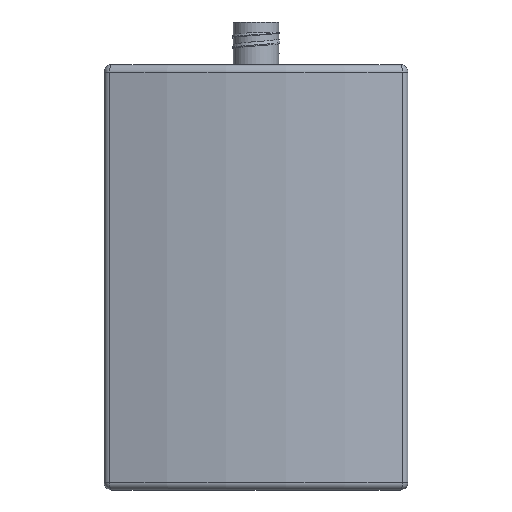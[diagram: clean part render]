
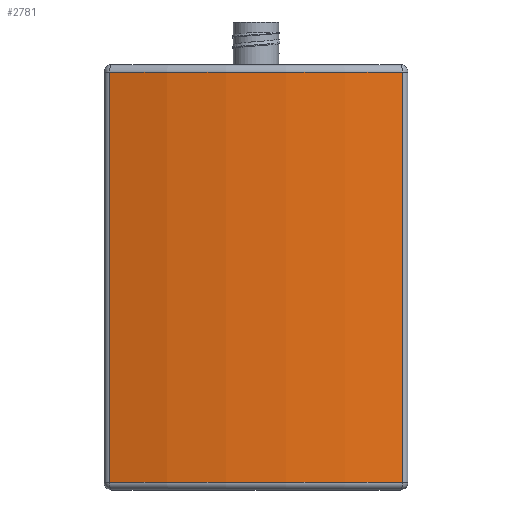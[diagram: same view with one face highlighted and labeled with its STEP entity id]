
A CAD part, front view. The second image highlights one B-rep face of the part: STEP entity #2781.
In plain terms, the highlighted cylindrical face has radius 85.208 mm (diameter 170.417 mm), a partial arc.
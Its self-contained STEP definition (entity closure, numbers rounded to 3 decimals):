
#1938 = TOROIDAL_SURFACE('',#1939,83.958,1.25);
#1939 = AXIS2_PLACEMENT_3D('',#1940,#1941,#1942);
#1940 = CARTESIAN_POINT('',(0.,77.708,68.75));
#1941 = DIRECTION('',(-0.,-0.,1.));
#1942 = DIRECTION('',(-0.293,-0.956,-0.));
#2274 = VERTEX_POINT('',#2275);
#2275 = CARTESIAN_POINT('',(-24.104,-4.02,68.75));
#2295 = EDGE_CURVE('',#2274,#2296,#2298,.T.);
#2296 = VERTEX_POINT('',#2297);
#2297 = CARTESIAN_POINT('',(24.104,-4.02,68.75));
#2298 = SURFACE_CURVE('',#2299,(#2304,#2311),.PCURVE_S1.);
#2299 = CIRCLE('',#2300,85.208);
#2300 = AXIS2_PLACEMENT_3D('',#2301,#2302,#2303);
#2301 = CARTESIAN_POINT('',(0.,77.708,68.75));
#2302 = DIRECTION('',(-0.,0.,1.));
#2303 = DIRECTION('',(-0.293,-0.956,-0.));
#2304 = PCURVE('',#1938,#2305);
#2305 = DEFINITIONAL_REPRESENTATION('',(#2306),#2310);
#2306 = LINE('',#2307,#2308);
#2307 = CARTESIAN_POINT('',(0.,0.));
#2308 = VECTOR('',#2309,1.);
#2309 = DIRECTION('',(1.,0.));
#2310 = ( GEOMETRIC_REPRESENTATION_CONTEXT(2) 
PARAMETRIC_REPRESENTATION_CONTEXT() REPRESENTATION_CONTEXT('2D SPACE',''
  ) );
#2311 = PCURVE('',#2312,#2317);
#2312 = CYLINDRICAL_SURFACE('',#2313,85.208);
#2313 = AXIS2_PLACEMENT_3D('',#2314,#2315,#2316);
#2314 = CARTESIAN_POINT('',(0.,77.708,0.));
#2315 = DIRECTION('',(-0.,-0.,-1.));
#2316 = DIRECTION('',(-0.293,-0.956,0.));
#2317 = DEFINITIONAL_REPRESENTATION('',(#2318),#2322);
#2318 = LINE('',#2319,#2320);
#2319 = CARTESIAN_POINT('',(0.,-68.75));
#2320 = VECTOR('',#2321,1.);
#2321 = DIRECTION('',(-1.,0.));
#2322 = ( GEOMETRIC_REPRESENTATION_CONTEXT(2) 
PARAMETRIC_REPRESENTATION_CONTEXT() REPRESENTATION_CONTEXT('2D SPACE',''
  ) );
#2641 = CYLINDRICAL_SURFACE('',#2642,1.25);
#2642 = AXIS2_PLACEMENT_3D('',#2643,#2644,#2645);
#2643 = CARTESIAN_POINT('',(-23.75,-2.821,0.));
#2644 = DIRECTION('',(0.,0.,1.));
#2645 = DIRECTION('',(-1.,0.,0.));
#2781 = ADVANCED_FACE('',(#2782),#2312,.T.);
#2782 = FACE_BOUND('',#2783,.F.);
#2783 = EDGE_LOOP('',(#2784,#2807,#2808,#2836));
#2784 = ORIENTED_EDGE('',*,*,#2785,.T.);
#2785 = EDGE_CURVE('',#2786,#2274,#2788,.T.);
#2786 = VERTEX_POINT('',#2787);
#2787 = CARTESIAN_POINT('',(-24.104,-4.02,1.25));
#2788 = SURFACE_CURVE('',#2789,(#2793,#2800),.PCURVE_S1.);
#2789 = LINE('',#2790,#2791);
#2790 = CARTESIAN_POINT('',(-24.104,-4.02,0.));
#2791 = VECTOR('',#2792,1.);
#2792 = DIRECTION('',(0.,0.,1.));
#2793 = PCURVE('',#2312,#2794);
#2794 = DEFINITIONAL_REPRESENTATION('',(#2795),#2799);
#2795 = LINE('',#2796,#2797);
#2796 = CARTESIAN_POINT('',(-0.011,0.));
#2797 = VECTOR('',#2798,1.);
#2798 = DIRECTION('',(-0.,-1.));
#2799 = ( GEOMETRIC_REPRESENTATION_CONTEXT(2) 
PARAMETRIC_REPRESENTATION_CONTEXT() REPRESENTATION_CONTEXT('2D SPACE',''
  ) );
#2800 = PCURVE('',#2641,#2801);
#2801 = DEFINITIONAL_REPRESENTATION('',(#2802),#2806);
#2802 = LINE('',#2803,#2804);
#2803 = CARTESIAN_POINT('',(1.284,0.));
#2804 = VECTOR('',#2805,1.);
#2805 = DIRECTION('',(0.,1.));
#2806 = ( GEOMETRIC_REPRESENTATION_CONTEXT(2) 
PARAMETRIC_REPRESENTATION_CONTEXT() REPRESENTATION_CONTEXT('2D SPACE',''
  ) );
#2807 = ORIENTED_EDGE('',*,*,#2295,.T.);
#2808 = ORIENTED_EDGE('',*,*,#2809,.F.);
#2809 = EDGE_CURVE('',#2810,#2296,#2812,.T.);
#2810 = VERTEX_POINT('',#2811);
#2811 = CARTESIAN_POINT('',(24.104,-4.02,1.25));
#2812 = SURFACE_CURVE('',#2813,(#2817,#2824),.PCURVE_S1.);
#2813 = LINE('',#2814,#2815);
#2814 = CARTESIAN_POINT('',(24.104,-4.02,0.));
#2815 = VECTOR('',#2816,1.);
#2816 = DIRECTION('',(0.,0.,1.));
#2817 = PCURVE('',#2312,#2818);
#2818 = DEFINITIONAL_REPRESENTATION('',(#2819),#2823);
#2819 = LINE('',#2820,#2821);
#2820 = CARTESIAN_POINT('',(-0.585,0.));
#2821 = VECTOR('',#2822,1.);
#2822 = DIRECTION('',(-0.,-1.));
#2823 = ( GEOMETRIC_REPRESENTATION_CONTEXT(2) 
PARAMETRIC_REPRESENTATION_CONTEXT() REPRESENTATION_CONTEXT('2D SPACE',''
  ) );
#2824 = PCURVE('',#2825,#2830);
#2825 = CYLINDRICAL_SURFACE('',#2826,1.25);
#2826 = AXIS2_PLACEMENT_3D('',#2827,#2828,#2829);
#2827 = CARTESIAN_POINT('',(23.75,-2.821,0.));
#2828 = DIRECTION('',(0.,0.,1.));
#2829 = DIRECTION('',(0.283,-0.959,0.));
#2830 = DEFINITIONAL_REPRESENTATION('',(#2831),#2835);
#2831 = LINE('',#2832,#2833);
#2832 = CARTESIAN_POINT('',(0.,0.));
#2833 = VECTOR('',#2834,1.);
#2834 = DIRECTION('',(0.,1.));
#2835 = ( GEOMETRIC_REPRESENTATION_CONTEXT(2) 
PARAMETRIC_REPRESENTATION_CONTEXT() REPRESENTATION_CONTEXT('2D SPACE',''
  ) );
#2836 = ORIENTED_EDGE('',*,*,#2837,.F.);
#2837 = EDGE_CURVE('',#2786,#2810,#2838,.T.);
#2838 = SURFACE_CURVE('',#2839,(#2844,#2851),.PCURVE_S1.);
#2839 = CIRCLE('',#2840,85.208);
#2840 = AXIS2_PLACEMENT_3D('',#2841,#2842,#2843);
#2841 = CARTESIAN_POINT('',(0.,77.708,1.25));
#2842 = DIRECTION('',(-0.,0.,1.));
#2843 = DIRECTION('',(-0.293,-0.956,-0.));
#2844 = PCURVE('',#2312,#2845);
#2845 = DEFINITIONAL_REPRESENTATION('',(#2846),#2850);
#2846 = LINE('',#2847,#2848);
#2847 = CARTESIAN_POINT('',(0.,-1.25));
#2848 = VECTOR('',#2849,1.);
#2849 = DIRECTION('',(-1.,0.));
#2850 = ( GEOMETRIC_REPRESENTATION_CONTEXT(2) 
PARAMETRIC_REPRESENTATION_CONTEXT() REPRESENTATION_CONTEXT('2D SPACE',''
  ) );
#2851 = PCURVE('',#2852,#2857);
#2852 = TOROIDAL_SURFACE('',#2853,83.958,1.25);
#2853 = AXIS2_PLACEMENT_3D('',#2854,#2855,#2856);
#2854 = CARTESIAN_POINT('',(0.,77.708,1.25));
#2855 = DIRECTION('',(0.,0.,-1.));
#2856 = DIRECTION('',(-0.293,-0.956,-0.));
#2857 = DEFINITIONAL_REPRESENTATION('',(#2858),#2862);
#2858 = LINE('',#2859,#2860);
#2859 = CARTESIAN_POINT('',(-0.,0.));
#2860 = VECTOR('',#2861,1.);
#2861 = DIRECTION('',(-1.,0.));
#2862 = ( GEOMETRIC_REPRESENTATION_CONTEXT(2) 
PARAMETRIC_REPRESENTATION_CONTEXT() REPRESENTATION_CONTEXT('2D SPACE',''
  ) );
